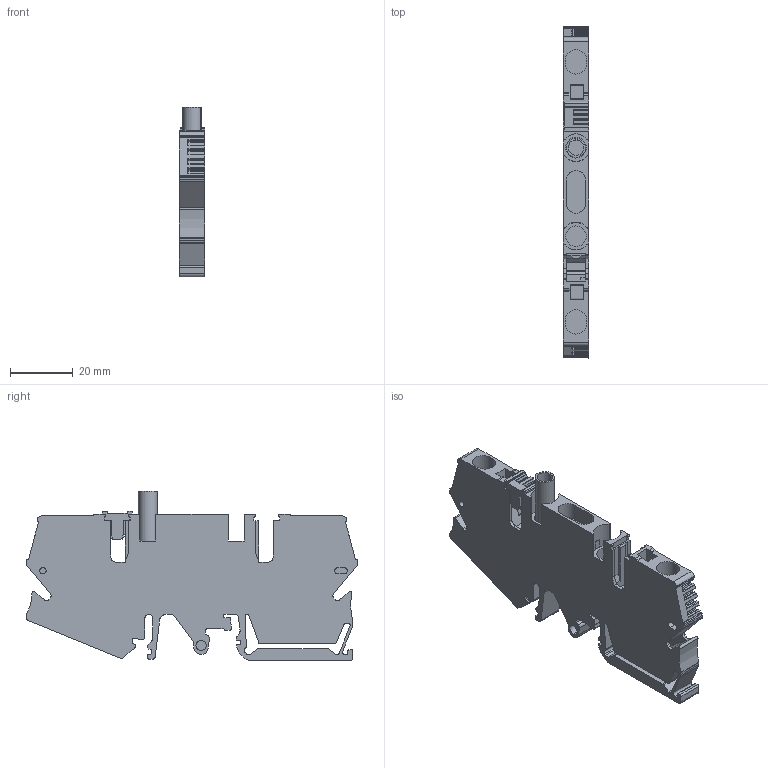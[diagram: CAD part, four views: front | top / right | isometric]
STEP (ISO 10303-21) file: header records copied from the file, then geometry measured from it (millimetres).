
FILE_DESCRIPTION(('CATIA V5R22 STEP214','CAx-IF Rec.Pracs.--- Model Styling and Organization---1.4--- 2014-01-23'),'2;1');
FILE_NAME ('020963-2_0_1771960000_1771960000.stp','2021-04-13T04:54:30+00:00',('none'),('Weidmueller'),'CATIA Version 5-6 Release 2016 SP3 HF44','CATIA V5 STEP AP214','none');
FILE_SCHEMA(('AUTOMOTIVE_DESIGN { 1 0 10303 214 1 1 1 1 }'));
Length unit declared in the file: millimetre
Products named in the file (1): ZTD 6/STB_AllCATPart
Bounding box: 8.1 x 105.8 x 54.1 mm (x, y, z)
Volume: 27948.4 mm3; surface area: 15958.2 mm2
Topology: 3 solids, 3 shells, 582 faces, 1680 edges, 1115 vertices
Faces by surface type: plane 406, cylinder 176
Entity records: 18396 total; most frequent: CARTESIAN_POINT 3380, ORIENTED_EDGE 3360, DIRECTION 2681, EDGE_CURVE 1680, VECTOR 1293, LINE 1293, VERTEX_POINT 1115, AXIS2_PLACEMENT_3D 879
